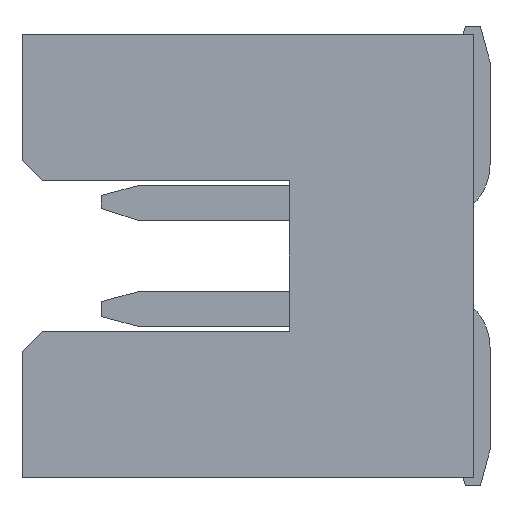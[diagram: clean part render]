
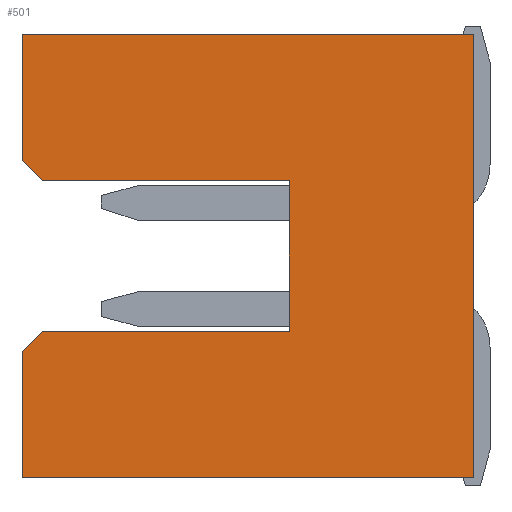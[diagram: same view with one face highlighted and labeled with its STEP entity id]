
A CAD part, left-side view. The second image highlights one B-rep face of the part: STEP entity #501.
In plain terms, the highlighted planar face has unit normal (-1, 0, 0).
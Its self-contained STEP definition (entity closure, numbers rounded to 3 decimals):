
#501 = ADVANCED_FACE( '', ( #1032 ), #1033, .F. );
#1032 = FACE_OUTER_BOUND( '', #1595, .T. );
#1033 = PLANE( '', #1596 );
#1595 = EDGE_LOOP( '', ( #3056, #3057, #3058, #3059, #3060, #3061, #3062, #3063, #3064, #3065 ) );
#1596 = AXIS2_PLACEMENT_3D( '', #3066, #3067, #3068 );
#3056 = ORIENTED_EDGE( '', *, *, #4047, .T. );
#3057 = ORIENTED_EDGE( '', *, *, #4158, .F. );
#3058 = ORIENTED_EDGE( '', *, *, #4207, .F. );
#3059 = ORIENTED_EDGE( '', *, *, #4208, .F. );
#3060 = ORIENTED_EDGE( '', *, *, #4209, .F. );
#3061 = ORIENTED_EDGE( '', *, *, #3740, .F. );
#3062 = ORIENTED_EDGE( '', *, *, #3625, .T. );
#3063 = ORIENTED_EDGE( '', *, *, #3750, .F. );
#3064 = ORIENTED_EDGE( '', *, *, #3821, .F. );
#3065 = ORIENTED_EDGE( '', *, *, #4210, .T. );
#3066 = CARTESIAN_POINT( '', ( -3.495, 5.4, -2.65 ) );
#3067 = DIRECTION( '', ( 1., 0., 0. ) );
#3068 = DIRECTION( '', ( 0., 0., -1. ) );
#3625 = EDGE_CURVE( '', #4396, #4394, #4397, .T. );
#3740 = EDGE_CURVE( '', #4396, #4595, #4596, .T. );
#3750 = EDGE_CURVE( '', #4612, #4394, #4613, .T. );
#3821 = EDGE_CURVE( '', #4733, #4612, #4735, .T. );
#4047 = EDGE_CURVE( '', #5087, #5085, #5088, .T. );
#4158 = EDGE_CURVE( '', #5231, #5085, #5233, .T. );
#4207 = EDGE_CURVE( '', #5291, #5231, #5292, .T. );
#4208 = EDGE_CURVE( '', #5293, #5291, #5294, .T. );
#4209 = EDGE_CURVE( '', #4595, #5293, #5295, .T. );
#4210 = EDGE_CURVE( '', #4733, #5087, #5296, .T. );
#4394 = VERTEX_POINT( '', #5520 );
#4396 = VERTEX_POINT( '', #5523 );
#4397 = LINE( '', #5524, #5525 );
#4595 = VERTEX_POINT( '', #5814 );
#4596 = LINE( '', #5815, #5816 );
#4612 = VERTEX_POINT( '', #5839 );
#4613 = LINE( '', #5840, #5841 );
#4733 = VERTEX_POINT( '', #6021 );
#4735 = LINE( '', #6024, #6025 );
#5085 = VERTEX_POINT( '', #6551 );
#5087 = VERTEX_POINT( '', #6554 );
#5088 = LINE( '', #6555, #6556 );
#5231 = VERTEX_POINT( '', #6774 );
#5233 = LINE( '', #6777, #6778 );
#5291 = VERTEX_POINT( '', #6867 );
#5292 = LINE( '', #6868, #6869 );
#5293 = VERTEX_POINT( '', #6870 );
#5294 = LINE( '', #6871, #6872 );
#5295 = LINE( '', #6873, #6874 );
#5296 = LINE( '', #6875, #6876 );
#5520 = CARTESIAN_POINT( '', ( -3.495, 5.16, -0.9 ) );
#5523 = CARTESIAN_POINT( '', ( -3.495, 2.2, -0.9 ) );
#5524 = CARTESIAN_POINT( '', ( -3.495, 2.2, -0.9 ) );
#5525 = VECTOR( '', #7053, 1000. );
#5814 = CARTESIAN_POINT( '', ( -3.495, 2.2, 0.9 ) );
#5815 = CARTESIAN_POINT( '', ( -3.495, 2.2, -0.9 ) );
#5816 = VECTOR( '', #7154, 1000. );
#5839 = CARTESIAN_POINT( '', ( -3.495, 5.4, -1.14 ) );
#5840 = CARTESIAN_POINT( '', ( -3.495, 6.155, -1.895 ) );
#5841 = VECTOR( '', #7162, 1000. );
#6021 = CARTESIAN_POINT( '', ( -3.495, 5.4, -2.65 ) );
#6024 = CARTESIAN_POINT( '', ( -3.495, 5.4, -2.65 ) );
#6025 = VECTOR( '', #7224, 1000. );
#6551 = CARTESIAN_POINT( '', ( -3.495, 0., 2.65 ) );
#6554 = CARTESIAN_POINT( '', ( -3.495, 0., -2.65 ) );
#6555 = CARTESIAN_POINT( '', ( -3.495, 0., -2.65 ) );
#6556 = VECTOR( '', #7420, 1000. );
#6774 = CARTESIAN_POINT( '', ( -3.495, 5.4, 2.65 ) );
#6777 = CARTESIAN_POINT( '', ( -3.495, 5.4, 2.65 ) );
#6778 = VECTOR( '', #7503, 1000. );
#6867 = CARTESIAN_POINT( '', ( -3.495, 5.4, 1.14 ) );
#6868 = CARTESIAN_POINT( '', ( -3.495, 5.4, -2.65 ) );
#6869 = VECTOR( '', #7538, 1000. );
#6870 = CARTESIAN_POINT( '', ( -3.495, 5.16, 0.9 ) );
#6871 = CARTESIAN_POINT( '', ( -3.495, 3.505, -0.755 ) );
#6872 = VECTOR( '', #7539, 1000. );
#6873 = CARTESIAN_POINT( '', ( -3.495, 2.2, 0.9 ) );
#6874 = VECTOR( '', #7540, 1000. );
#6875 = CARTESIAN_POINT( '', ( -3.495, 5.4, -2.65 ) );
#6876 = VECTOR( '', #7541, 1000. );
#7053 = DIRECTION( '', ( 0., 1., 0. ) );
#7154 = DIRECTION( '', ( 0., 0., 1. ) );
#7162 = DIRECTION( '', ( 0., -0.707, 0.707 ) );
#7224 = DIRECTION( '', ( 0., 0., 1. ) );
#7420 = DIRECTION( '', ( 0., 0., 1. ) );
#7503 = DIRECTION( '', ( 0., -1., 0. ) );
#7538 = DIRECTION( '', ( 0., 0., 1. ) );
#7539 = DIRECTION( '', ( 0., 0.707, 0.707 ) );
#7540 = DIRECTION( '', ( 0., 1., 0. ) );
#7541 = DIRECTION( '', ( 0., -1., 0. ) );
